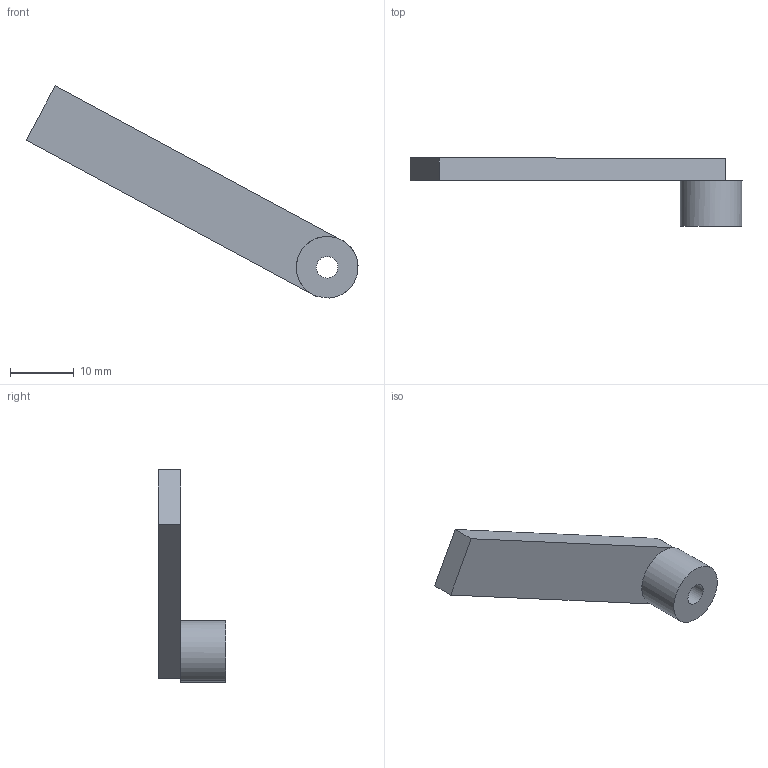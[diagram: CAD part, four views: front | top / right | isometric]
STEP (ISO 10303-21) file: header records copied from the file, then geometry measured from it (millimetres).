
FILE_DESCRIPTION(/* description */ (''),/* implementation_level */ '2;1');
FILE_NAME(/* name */ 'Quick Remoal Lock v1.step',/* time_stamp */ '2022-04-06T19:47:31-04:00',/* author */ (''),/* organization */ (''),/* preprocessor_version */ 'ST-DEVELOPER v18.1',/* originating_system */ 'Autodesk Translation Framework v10.14.0.1471',/* authorisation */ '');
FILE_SCHEMA (('AUTOMOTIVE_DESIGN { 1 0 10303 214 3 1 1 }'));
Length unit declared in the file: inch
Products named in the file (1): Quick Remoal Lock
Bounding box: 52.2 x 10.67 x 33.36 mm (x, y, z)
Volume: 2094.5 mm3; surface area: 1793.8 mm2
Topology: 2 solids, 2 shells, 11 faces, 23 edges, 16 vertices
Faces by surface type: plane 7, cylinder 4
Full cylindrical faces by diameter (mm): 3.4 x1
Entity records: 341 total; most frequent: DIRECTION 57, CARTESIAN_POINT 51, ORIENTED_EDGE 46, EDGE_CURVE 23, AXIS2_PLACEMENT_3D 22, VERTEX_POINT 16, EDGE_LOOP 13, LINE 13
